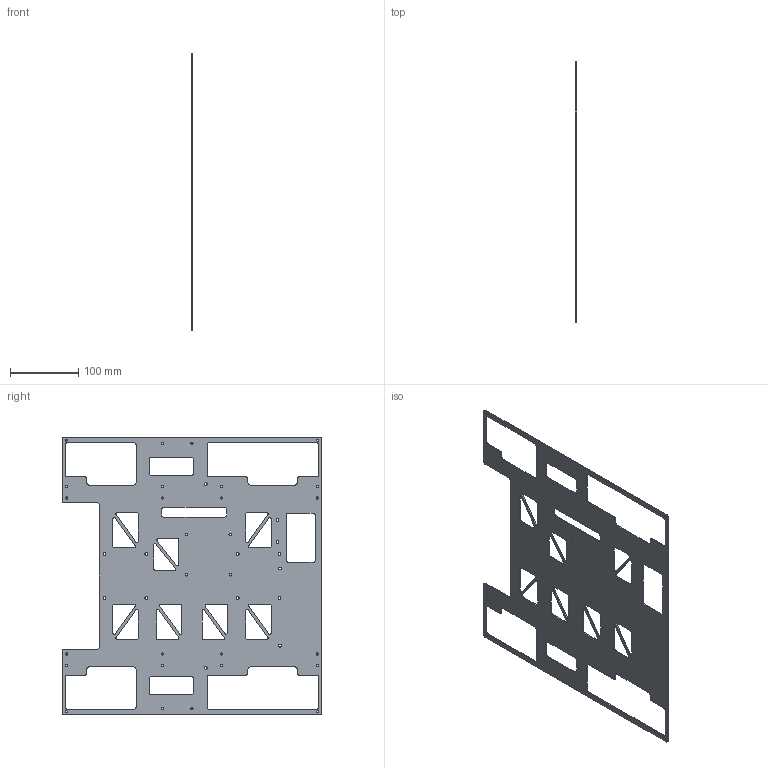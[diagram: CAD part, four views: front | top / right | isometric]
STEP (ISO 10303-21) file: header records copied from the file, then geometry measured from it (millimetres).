
FILE_DESCRIPTION(/* description */ (''),/* implementation_level */ '2;1');
FILE_NAME(/* name */ '',/* time_stamp */ '2026-01-14T23:52:36+03:00',/* author */ ('GameHD'),/* organization */ (''),/* preprocessor_version */ 'ST-DEVELOPER v20.1',/* originating_system */ 'Autodesk Inventor 2026',/* authorisation */ '');
FILE_SCHEMA (('AUTOMOTIVE_DESIGN { 1 0 10303 214 3 1 1 }'));
Length unit declared in the file: millimetre
Products named in the file (1): дно 25-26
Bounding box: 1.5 x 380 x 406 mm (x, y, z)
Volume: 139581.7 mm3; surface area: 195519.5 mm2
Topology: 1 solids, 1 shells, 233 faces, 694 edges, 468 vertices
Faces by surface type: cylinder 136, plane 97
Full cylindrical faces by diameter (mm): 3.25 x24, 3.7 x1, 4 x2, 4.2 x14
Entity records: 8246 total; most frequent: DIRECTION 1433, CARTESIAN_POINT 1395, ORIENTED_EDGE 1386, EDGE_CURVE 693, AXIS2_PLACEMENT_3D 506, VERTEX_POINT 462, LINE 421, VECTOR 421
